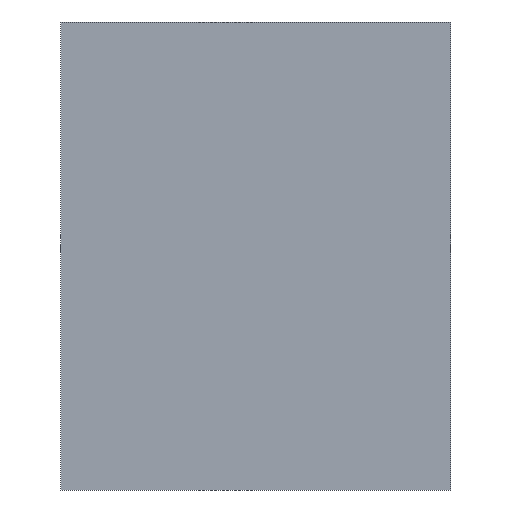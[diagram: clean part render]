
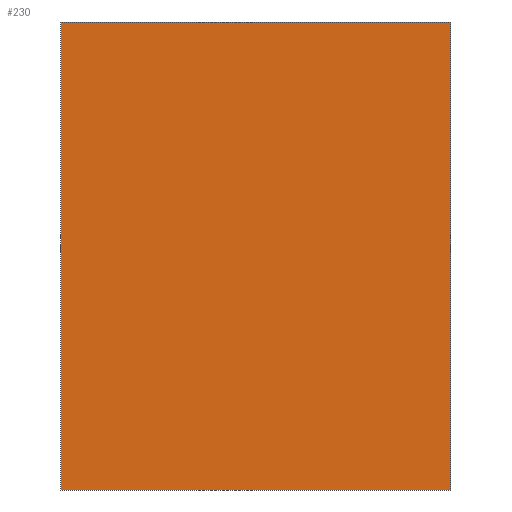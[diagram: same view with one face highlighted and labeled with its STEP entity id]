
A CAD part, front view. The second image highlights one B-rep face of the part: STEP entity #230.
In plain terms, the highlighted planar face has unit normal (0, -1, 0).
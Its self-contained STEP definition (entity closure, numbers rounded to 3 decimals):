
#69=ORIENTED_EDGE('',*,*,#97,.F.);
#70=ORIENTED_EDGE('',*,*,#94,.F.);
#71=ORIENTED_EDGE('',*,*,#91,.F.);
#72=ORIENTED_EDGE('',*,*,#100,.F.);
#91=EDGE_CURVE('',#121,#122,#141,.T.);
#94=EDGE_CURVE('',#122,#124,#144,.T.);
#97=EDGE_CURVE('',#124,#126,#147,.T.);
#100=EDGE_CURVE('',#126,#121,#150,.T.);
#121=VERTEX_POINT('',#331);
#122=VERTEX_POINT('',#333);
#124=VERTEX_POINT('',#339);
#126=VERTEX_POINT('',#345);
#141=LINE('',#332,#165);
#144=LINE('',#338,#168);
#147=LINE('',#344,#171);
#150=LINE('',#350,#174);
#165=VECTOR('',#269,1000.);
#168=VECTOR('',#274,1000.);
#171=VECTOR('',#279,1000.);
#174=VECTOR('',#284,1000.);
#197=EDGE_LOOP('',(#69,#70,#71,#72));
#209=FACE_BOUND('',#197,.T.);
#218=PLANE('',#261);
#230=ADVANCED_FACE('',(#209),#218,.F.);
#261=AXIS2_PLACEMENT_3D('',#386,#321,#322);
#269=DIRECTION('',(0.,0.,-1.));
#274=DIRECTION('',(-1.,0.,0.));
#279=DIRECTION('',(0.,0.,1.));
#284=DIRECTION('',(1.,0.,0.));
#321=DIRECTION('',(0.,1.,0.));
#322=DIRECTION('',(0.,0.,1.));
#331=CARTESIAN_POINT('',(25.,-6.,30.));
#332=CARTESIAN_POINT('',(25.,-6.,30.));
#333=CARTESIAN_POINT('',(25.,-6.,-30.));
#338=CARTESIAN_POINT('',(25.,-6.,-30.));
#339=CARTESIAN_POINT('',(-25.,-6.,-30.));
#344=CARTESIAN_POINT('',(-25.,-6.,-30.));
#345=CARTESIAN_POINT('',(-25.,-6.,30.));
#350=CARTESIAN_POINT('',(-25.,-6.,30.));
#386=CARTESIAN_POINT('',(0.,-6.,0.));
